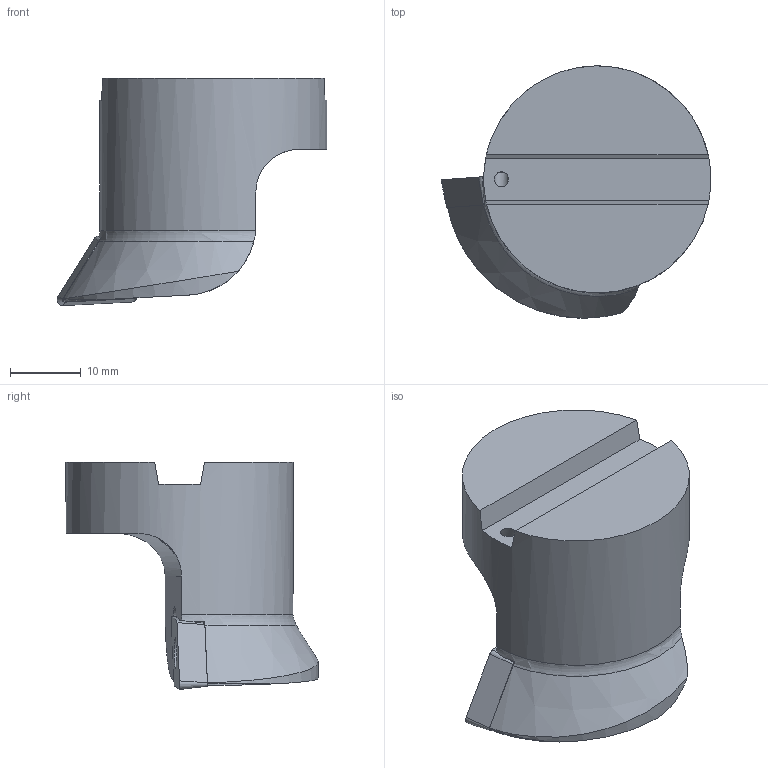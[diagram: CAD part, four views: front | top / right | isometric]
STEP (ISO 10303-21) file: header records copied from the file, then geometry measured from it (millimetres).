
FILE_DESCRIPTION((''),'1');
FILE_NAME('B32-SDUCR-22032-11.stp','2022-10-04T00:32:07',(''),(''),'Spatial Interop R21 SP3','Kubotek KeyCreator 2011 V10.0.2 (22737)',' ');
FILE_SCHEMA(('automotive_design'));
Length unit declared in the file: millimetre
Products named in the file (2): 241[3]; 240[2]
Bounding box: 37.99 x 35.5 x 32 mm (x, y, z)
Volume: 14469.3 mm3; surface area: 4713.1 mm2
Topology: 2 solids, 2 shells, 40 faces, 114 edges, 78 vertices
Faces by surface type: plane 20, cylinder 10, cone 8, torus 2
Full cylindrical faces by diameter (mm): 2 x2, 4.4 x1, 32 x1
Entity records: 2506 total; most frequent: CARTESIAN_POINT 519, ORIENTED_EDGE 212, PRESENTATION_STYLE_ASSIGNMENT 188, COLOUR_RGB 188, DIRECTION 168, STYLED_ITEM 147, CURVE_STYLE 147, DRAUGHTING_PRE_DEFINED_CURVE_FONT 147
